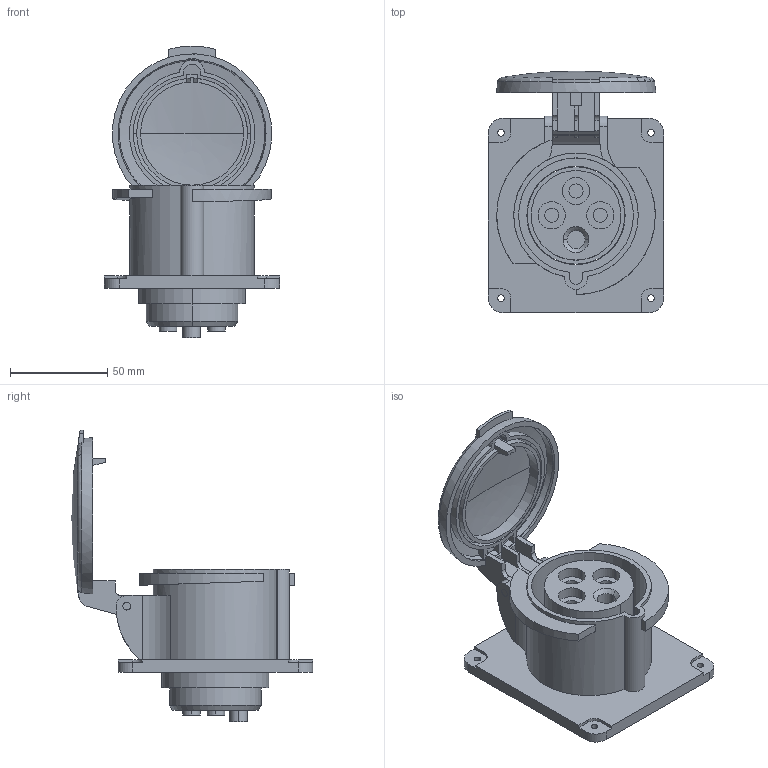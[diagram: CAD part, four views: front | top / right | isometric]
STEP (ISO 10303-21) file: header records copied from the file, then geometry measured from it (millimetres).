
FILE_DESCRIPTION((''),'2;1');
FILE_NAME('PKF32G434_3D-SIMPLIFIED_ASM','2023-02-14T13:07:40',('melanie.cordero'),(''),'CREO PARAMETRIC BY PTC INC, 2018260','CREO PARAMETRIC BY PTC INC, 2018260','');
FILE_SCHEMA(('CONFIG_CONTROL_DESIGN'));
Length unit declared in the file: millimetre
Products named in the file (5): PRT0004_1; PRT0004_2; PRT0004_3; PRT0004_4; PKF32G434_3D-SIMPLIFIED_ASM
Assembly tree (4 placements, depth 2):
  PKF32G434_3D-SIMPLIFIED_ASM
    PRT0004_1
    PRT0004_2
    PRT0004_3
    PRT0004_4
Bounding box: 90 x 124 x 150 mm (x, y, z)
Volume: 225987.3 mm3; surface area: 84847.4 mm2
Topology: 4 solids, 4 shells, 267 faces, 741 edges, 500 vertices
Faces by surface type: plane 142, cylinder 102, bspline 10, sphere 6, cone 4, torus 3
Entity records: 9257 total; most frequent: CARTESIAN_POINT 2049, DIRECTION 1554, ORIENTED_EDGE 1470, EDGE_CURVE 735, AXIS2_PLACEMENT_3D 599, VERTEX_POINT 500, VECTOR 356, LINE 356
